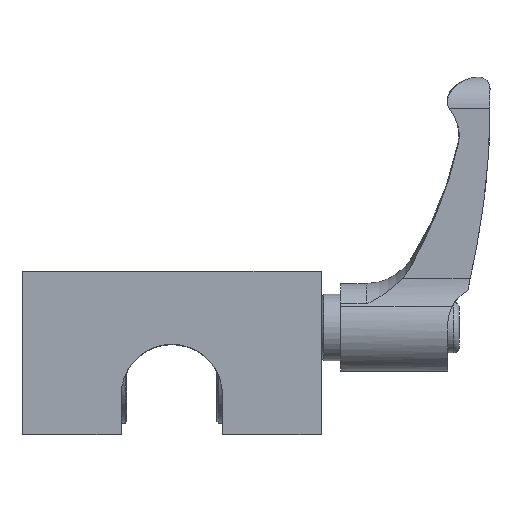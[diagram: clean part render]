
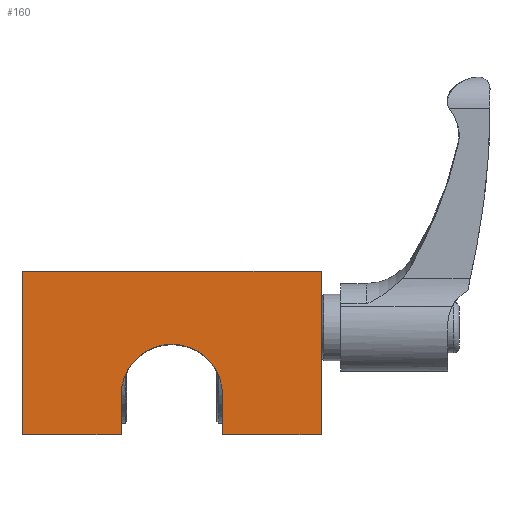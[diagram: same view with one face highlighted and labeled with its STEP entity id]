
A CAD part, top view. The second image highlights one B-rep face of the part: STEP entity #160.
In plain terms, the highlighted face is planar.
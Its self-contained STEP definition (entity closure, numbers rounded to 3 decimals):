
#160 = ADVANCED_FACE( '', ( #356 ), #357, .F. );
#356 = FACE_OUTER_BOUND( '', #617, .T. );
#357 = PLANE( '', #618 );
#617 = EDGE_LOOP( '', ( #956, #957, #958, #959, #960, #961, #962, #963 ) );
#618 = AXIS2_PLACEMENT_3D( '', #964, #965, #966 );
#956 = ORIENTED_EDGE( '', *, *, #1510, .F. );
#957 = ORIENTED_EDGE( '', *, *, #1511, .F. );
#958 = ORIENTED_EDGE( '', *, *, #1512, .F. );
#959 = ORIENTED_EDGE( '', *, *, #1513, .F. );
#960 = ORIENTED_EDGE( '', *, *, #1514, .F. );
#961 = ORIENTED_EDGE( '', *, *, #1515, .T. );
#962 = ORIENTED_EDGE( '', *, *, #1516, .F. );
#963 = ORIENTED_EDGE( '', *, *, #1517, .F. );
#964 = CARTESIAN_POINT( '', ( -19., 7., 0. ) );
#965 = DIRECTION( '', ( 1., 0., 0. ) );
#966 = DIRECTION( '', ( 0., 0., -1. ) );
#1510 = EDGE_CURVE( '', #1771, #1772, #1773, .T. );
#1511 = EDGE_CURVE( '', #1774, #1771, #1775, .T. );
#1512 = EDGE_CURVE( '', #1776, #1774, #1777, .T. );
#1513 = EDGE_CURVE( '', #1778, #1776, #1779, .T. );
#1514 = EDGE_CURVE( '', #1780, #1778, #1781, .T. );
#1515 = EDGE_CURVE( '', #1780, #1782, #1783, .T. );
#1516 = EDGE_CURVE( '', #1784, #1782, #1785, .T. );
#1517 = EDGE_CURVE( '', #1772, #1784, #1786, .T. );
#1771 = VERTEX_POINT( '', #2197 );
#1772 = VERTEX_POINT( '', #2198 );
#1773 = LINE( '', #2199, #2200 );
#1774 = VERTEX_POINT( '', #2201 );
#1775 = LINE( '', #2202, #2203 );
#1776 = VERTEX_POINT( '', #2204 );
#1777 = LINE( '', #2205, #2206 );
#1778 = VERTEX_POINT( '', #2207 );
#1779 = LINE( '', #2208, #2209 );
#1780 = VERTEX_POINT( '', #2210 );
#1781 = LINE( '', #2211, #2212 );
#1782 = VERTEX_POINT( '', #2213 );
#1783 = CIRCLE( '', #2214, 9. );
#1784 = VERTEX_POINT( '', #2215 );
#1785 = LINE( '', #2216, #2217 );
#1786 = LINE( '', #2218, #2219 );
#2197 = CARTESIAN_POINT( '', ( -19., 29., 26.5 ) );
#2198 = CARTESIAN_POINT( '', ( -19., 0., 26.5 ) );
#2199 = CARTESIAN_POINT( '', ( -19., 29., 26.5 ) );
#2200 = VECTOR( '', #2816, 1000. );
#2201 = CARTESIAN_POINT( '', ( -19., 29., -26.5 ) );
#2202 = CARTESIAN_POINT( '', ( -19., 29., -26.5 ) );
#2203 = VECTOR( '', #2817, 1000. );
#2204 = CARTESIAN_POINT( '', ( -19., 0., -26.5 ) );
#2205 = CARTESIAN_POINT( '', ( -19., 0., -26.5 ) );
#2206 = VECTOR( '', #2818, 1000. );
#2207 = CARTESIAN_POINT( '', ( -19., 0., -9. ) );
#2208 = CARTESIAN_POINT( '', ( -19., 0., -9. ) );
#2209 = VECTOR( '', #2819, 1000. );
#2210 = CARTESIAN_POINT( '', ( -19., 7., -9. ) );
#2211 = CARTESIAN_POINT( '', ( -19., 7., -9. ) );
#2212 = VECTOR( '', #2820, 1000. );
#2213 = CARTESIAN_POINT( '', ( -19., 7., 9. ) );
#2214 = AXIS2_PLACEMENT_3D( '', #2821, #2822, #2823 );
#2215 = CARTESIAN_POINT( '', ( -19., 0., 9. ) );
#2216 = CARTESIAN_POINT( '', ( -19., 0., 9. ) );
#2217 = VECTOR( '', #2824, 1000. );
#2218 = CARTESIAN_POINT( '', ( -19., 0., 26.5 ) );
#2219 = VECTOR( '', #2825, 1000. );
#2816 = DIRECTION( '', ( 0., -1., 0. ) );
#2817 = DIRECTION( '', ( 0., 0., 1. ) );
#2818 = DIRECTION( '', ( 0., 1., 0. ) );
#2819 = DIRECTION( '', ( 0., 0., -1. ) );
#2820 = DIRECTION( '', ( 0., -1., 0. ) );
#2821 = CARTESIAN_POINT( '', ( -19., 7., 0. ) );
#2822 = DIRECTION( '', ( 1., 0., 0. ) );
#2823 = DIRECTION( '', ( 0., 0., -1. ) );
#2824 = DIRECTION( '', ( 0., 1., 0. ) );
#2825 = DIRECTION( '', ( 0., 0., -1. ) );
